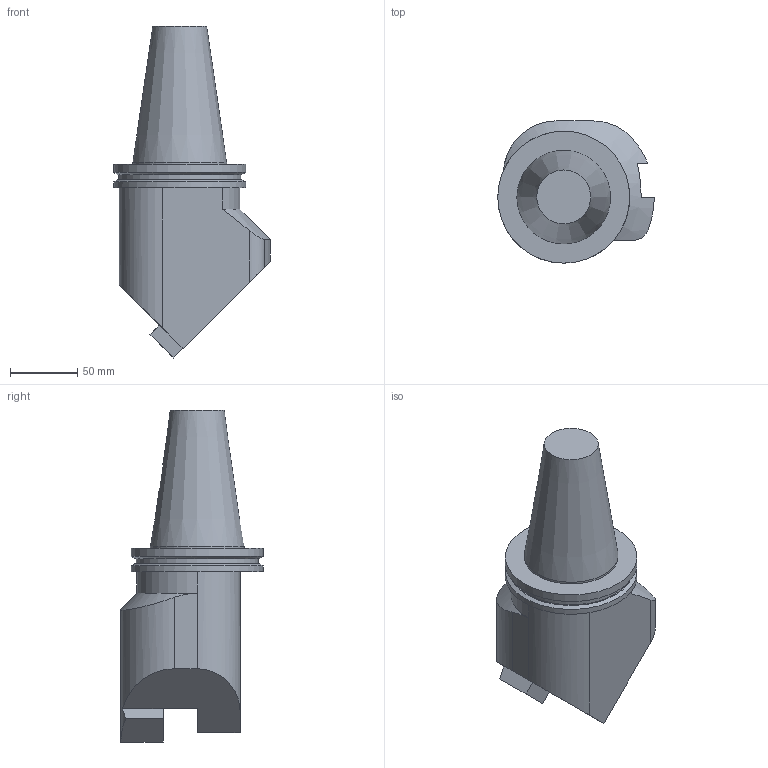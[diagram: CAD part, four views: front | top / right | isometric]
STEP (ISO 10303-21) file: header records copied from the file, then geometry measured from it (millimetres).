
FILE_DESCRIPTION((''),'1');
FILE_NAME('BCV50Y-45-BH1.000R-5.5.stp','2018-03-14T02:30:22',(''),(''),'Spatial Interop R21 SP3','Kubotek KeyCreator 2011 V10.0.2 (22737)',' ');
FILE_SCHEMA(('automotive_design'));
Length unit declared in the file: millimetre
Products named in the file (1): Unnamed[1]
Bounding box: 116.71 x 106.21 x 247.6 mm (x, y, z)
Volume: 1070261.5 mm3; surface area: 77031.5 mm2
Topology: 1 solids, 1 shells, 31 faces, 72 edges, 47 vertices
Faces by surface type: plane 16, cylinder 11, cone 4
Full cylindrical faces by diameter (mm): 69.85 x1, 91.29 x1, 98.425 x2
Entity records: 1625 total; most frequent: CARTESIAN_POINT 225, DIRECTION 144, PRESENTATION_STYLE_ASSIGNMENT 128, COLOUR_RGB 128, ORIENTED_EDGE 128, STYLED_ITEM 96, CURVE_STYLE 96, DRAUGHTING_PRE_DEFINED_CURVE_FONT 96
